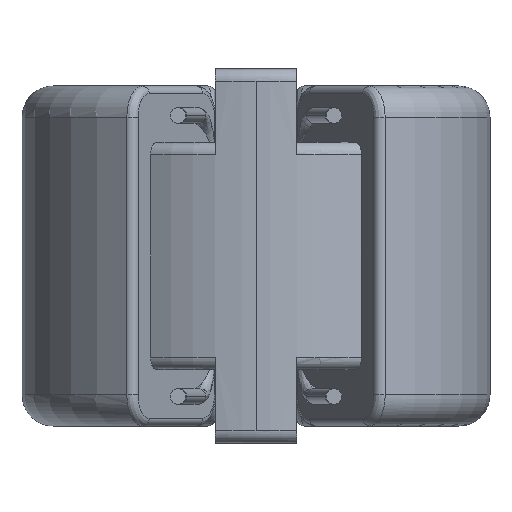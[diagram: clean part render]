
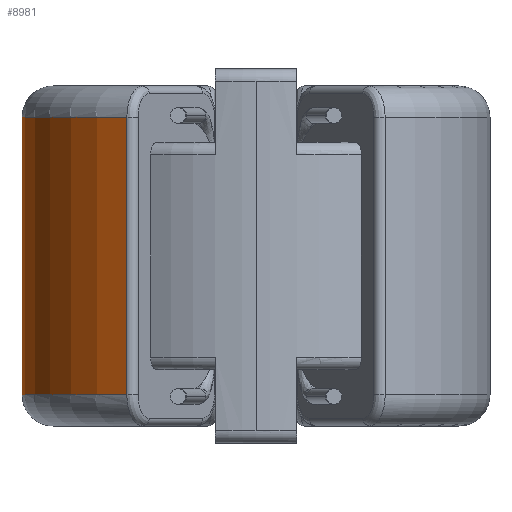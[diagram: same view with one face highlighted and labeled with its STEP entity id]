
A CAD part, front view. The second image highlights one B-rep face of the part: STEP entity #8981.
In plain terms, the highlighted cylindrical face has radius 7.5 mm (diameter 15 mm), a partial arc.
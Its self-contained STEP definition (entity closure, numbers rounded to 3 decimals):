
#437 = EDGE_CURVE ( 'NONE', #8122, #9366, #2569, .T. ) ;
#517 = LINE ( 'NONE', #9982, #4393 ) ;
#1352 = EDGE_CURVE ( 'NONE', #1566, #8122, #6702, .T. ) ;
#1566 = VERTEX_POINT ( 'NONE', #5068 ) ;
#2046 = AXIS2_PLACEMENT_3D ( 'NONE', #3363, #9135, #5057 ) ;
#2083 = CYLINDRICAL_SURFACE ( 'NONE', #10599, 7.5 ) ;
#2208 = FACE_OUTER_BOUND ( 'NONE', #3259, .T. ) ;
#2569 = CIRCLE ( 'NONE', #2046, 7.5 ) ;
#2633 = DIRECTION ( 'NONE',  ( 0., 0., 1. ) ) ;
#2824 = ORIENTED_EDGE ( 'NONE', *, *, #6112, .T. ) ;
#2915 = EDGE_CURVE ( 'NONE', #9366, #3433, #517, .T. ) ;
#3259 = EDGE_LOOP ( 'NONE', ( #2824, #7330, #6002, #9346 ) ) ;
#3363 = CARTESIAN_POINT ( 'NONE',  ( 0., 0., -4.45 ) ) ;
#3433 = VERTEX_POINT ( 'NONE', #10550 ) ;
#3665 = CARTESIAN_POINT ( 'NONE',  ( 0., 0., 5.45 ) ) ;
#3703 = DIRECTION ( 'NONE',  ( 1., 0., 0. ) ) ;
#4393 = VECTOR ( 'NONE', #2633, 1000. ) ;
#4962 = CARTESIAN_POINT ( 'NONE',  ( -7.5, 0., -4.45 ) ) ;
#5057 = DIRECTION ( 'NONE',  ( 1., 0., 0. ) ) ;
#5068 = CARTESIAN_POINT ( 'NONE',  ( -7.5, 0., 4.45 ) ) ;
#5309 = AXIS2_PLACEMENT_3D ( 'NONE', #9523, #10408, #3703 ) ;
#6002 = ORIENTED_EDGE ( 'NONE', *, *, #437, .T. ) ;
#6061 = CARTESIAN_POINT ( 'NONE',  ( -4.138, -6.255, -4.45 ) ) ;
#6112 = EDGE_CURVE ( 'NONE', #3433, #1566, #8435, .T. ) ;
#6702 = LINE ( 'NONE', #8757, #8269 ) ;
#7032 = DIRECTION ( 'NONE',  ( 0., 0., -1. ) ) ;
#7330 = ORIENTED_EDGE ( 'NONE', *, *, #1352, .T. ) ;
#8122 = VERTEX_POINT ( 'NONE', #4962 ) ;
#8269 = VECTOR ( 'NONE', #7032, 1000. ) ;
#8435 = CIRCLE ( 'NONE', #5309, 7.5 ) ;
#8757 = CARTESIAN_POINT ( 'NONE',  ( -7.5, 0., 5.45 ) ) ;
#8981 = ADVANCED_FACE ( 'NONE', ( #2208 ), #2083, .T. ) ;
#9135 = DIRECTION ( 'NONE',  ( 0., 0., 1. ) ) ;
#9346 = ORIENTED_EDGE ( 'NONE', *, *, #2915, .T. ) ;
#9366 = VERTEX_POINT ( 'NONE', #6061 ) ;
#9491 = DIRECTION ( 'NONE',  ( 0., 0., -1. ) ) ;
#9523 = CARTESIAN_POINT ( 'NONE',  ( 0., 0., 4.45 ) ) ;
#9528 = DIRECTION ( 'NONE',  ( -1., 0., 0. ) ) ;
#9982 = CARTESIAN_POINT ( 'NONE',  ( -4.138, -6.255, 5.45 ) ) ;
#10408 = DIRECTION ( 'NONE',  ( 0., 0., -1. ) ) ;
#10550 = CARTESIAN_POINT ( 'NONE',  ( -4.138, -6.255, 4.45 ) ) ;
#10599 = AXIS2_PLACEMENT_3D ( 'NONE', #3665, #9491, #9528 ) ;
